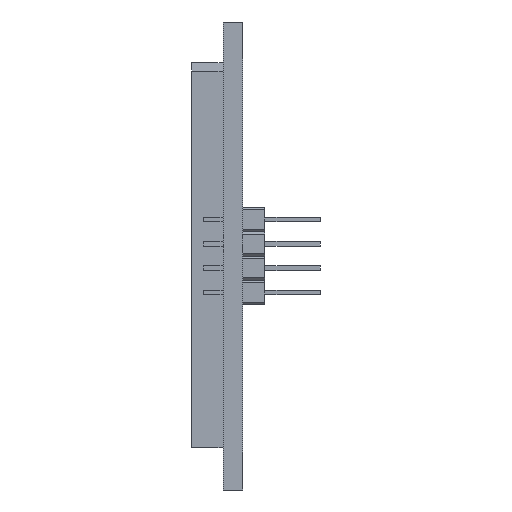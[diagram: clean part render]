
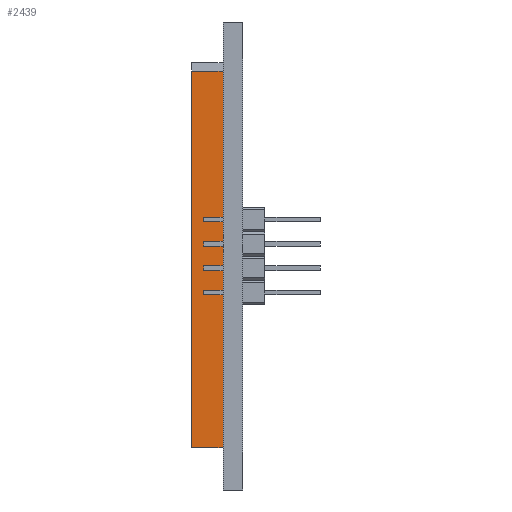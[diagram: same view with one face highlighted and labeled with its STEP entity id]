
A CAD part, left-side view. The second image highlights one B-rep face of the part: STEP entity #2439.
In plain terms, the highlighted planar face has unit normal (-1, 0, 0).
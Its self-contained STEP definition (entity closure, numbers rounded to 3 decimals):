
#81 = EDGE_CURVE ( 'NONE', #849, #1974, #2778, .T. ) ;
#117 = CARTESIAN_POINT ( 'NONE',  ( -31.08, 2., 19.01 ) ) ;
#123 = CARTESIAN_POINT ( 'NONE',  ( -31.08, 5.23, 19.01 ) ) ;
#230 = ORIENTED_EDGE ( 'NONE', *, *, #2550, .T. ) ;
#241 = CARTESIAN_POINT ( 'NONE',  ( -31.08, 5.23, 19.01 ) ) ;
#592 = CARTESIAN_POINT ( 'NONE',  ( -31.08, 2., -19.73 ) ) ;
#601 = CARTESIAN_POINT ( 'NONE',  ( -31.08, 5.23, -19.73 ) ) ;
#636 = DIRECTION ( 'NONE',  ( 0., 0., -1. ) ) ;
#687 = DIRECTION ( 'NONE',  ( 0., 0., 1. ) ) ;
#849 = VERTEX_POINT ( 'NONE', #123 ) ;
#920 = DIRECTION ( 'NONE',  ( 1., 0., 0. ) ) ;
#990 = VECTOR ( 'NONE', #2693, 1000. ) ;
#1030 = CARTESIAN_POINT ( 'NONE',  ( -31.08, 5.23, -19.73 ) ) ;
#1044 = VECTOR ( 'NONE', #1545, 1000. ) ;
#1282 = CARTESIAN_POINT ( 'NONE',  ( -31.08, 2., -19.73 ) ) ;
#1301 = LINE ( 'NONE', #1282, #1505 ) ;
#1306 = LINE ( 'NONE', #1321, #3611 ) ;
#1321 = CARTESIAN_POINT ( 'NONE',  ( -31.08, 5.23, -19.73 ) ) ;
#1448 = EDGE_CURVE ( 'NONE', #1579, #1974, #1301, .T. ) ;
#1505 = VECTOR ( 'NONE', #687, 1000. ) ;
#1545 = DIRECTION ( 'NONE',  ( 0., -1., 0. ) ) ;
#1579 = VERTEX_POINT ( 'NONE', #592 ) ;
#1622 = DIRECTION ( 'NONE',  ( 0., 0., 1. ) ) ;
#1655 = CARTESIAN_POINT ( 'NONE',  ( -31.08, 5.23, -19.73 ) ) ;
#1764 = PLANE ( 'NONE',  #3425 ) ;
#1974 = VERTEX_POINT ( 'NONE', #117 ) ;
#2256 = EDGE_LOOP ( 'NONE', ( #2364, #2540, #2511, #230 ) ) ;
#2277 = VERTEX_POINT ( 'NONE', #1655 ) ;
#2364 = ORIENTED_EDGE ( 'NONE', *, *, #1448, .T. ) ;
#2439 = ADVANCED_FACE ( 'NONE', ( #3466 ), #1764, .F. ) ;
#2511 = ORIENTED_EDGE ( 'NONE', *, *, #3298, .F. ) ;
#2540 = ORIENTED_EDGE ( 'NONE', *, *, #81, .F. ) ;
#2550 = EDGE_CURVE ( 'NONE', #2277, #1579, #3271, .T. ) ;
#2693 = DIRECTION ( 'NONE',  ( 0., -1., 0. ) ) ;
#2778 = LINE ( 'NONE', #241, #1044 ) ;
#3271 = LINE ( 'NONE', #1030, #990 ) ;
#3298 = EDGE_CURVE ( 'NONE', #2277, #849, #1306, .T. ) ;
#3425 = AXIS2_PLACEMENT_3D ( 'NONE', #601, #920, #636 ) ;
#3466 = FACE_OUTER_BOUND ( 'NONE', #2256, .T. ) ;
#3611 = VECTOR ( 'NONE', #1622, 1000. ) ;
